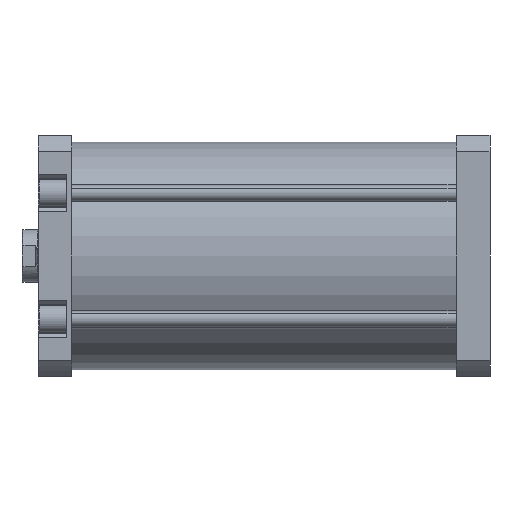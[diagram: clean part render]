
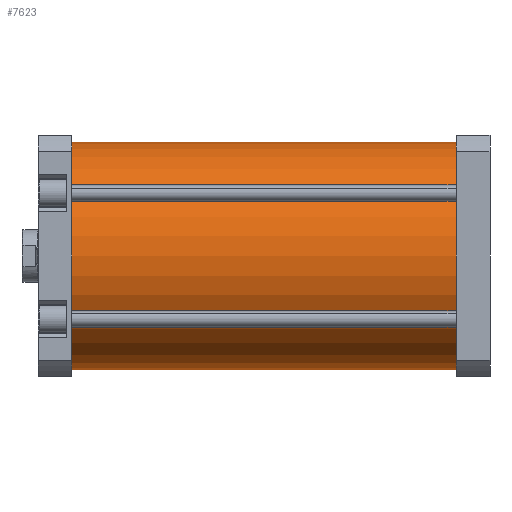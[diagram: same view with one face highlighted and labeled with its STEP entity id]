
A CAD part, front view. The second image highlights one B-rep face of the part: STEP entity #7623.
In plain terms, the highlighted cylindrical face has radius 85 mm (diameter 170 mm), a partial arc.
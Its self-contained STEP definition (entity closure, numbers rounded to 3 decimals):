
#14 = CIRCLE ( 'NONE', #4169, 85. ) ;
#33 = VECTOR ( 'NONE', #3415, 1000. ) ;
#37 = VECTOR ( 'NONE', #3423, 1000. ) ;
#40 = LINE ( 'NONE', #3404, #33 ) ;
#146 = LINE ( 'NONE', #3417, #37 ) ;
#696 = CARTESIAN_POINT ( 'NONE',  ( 85., 0., 287. ) ) ;
#698 = CARTESIAN_POINT ( 'NONE',  ( 85., 0., 0. ) ) ;
#701 = CARTESIAN_POINT ( 'NONE',  ( -85., 0., 0. ) ) ;
#750 = CARTESIAN_POINT ( 'NONE',  ( -85., 0., 287. ) ) ;
#1252 = DIRECTION ( 'NONE',  ( -1., 0., 0. ) ) ;
#1253 = DIRECTION ( 'NONE',  ( 0., 0., -1. ) ) ;
#1255 = CARTESIAN_POINT ( 'NONE',  ( 0., 0., 287. ) ) ;
#3404 = CARTESIAN_POINT ( 'NONE',  ( -85., 0., 287. ) ) ;
#3415 = DIRECTION ( 'NONE',  ( 0., 0., -1. ) ) ;
#3417 = CARTESIAN_POINT ( 'NONE',  ( 85., 0., 287. ) ) ;
#3423 = DIRECTION ( 'NONE',  ( 0., 0., -1. ) ) ;
#3444 = CARTESIAN_POINT ( 'NONE',  ( 0., 0., 287. ) ) ;
#3446 = DIRECTION ( 'NONE',  ( 0., 0., 1. ) ) ;
#3447 = DIRECTION ( 'NONE',  ( 1., 0., 0. ) ) ;
#3528 = CARTESIAN_POINT ( 'NONE',  ( 0., 0., 0. ) ) ;
#3562 = DIRECTION ( 'NONE',  ( 0., 0., 1. ) ) ;
#3563 = DIRECTION ( 'NONE',  ( 1., 0., 0. ) ) ;
#4081 = EDGE_CURVE ( 'NONE', #7537, #7486, #40, .T. ) ;
#4083 = EDGE_CURVE ( 'NONE', #7481, #7483, #146, .T. ) ;
#4088 = EDGE_CURVE ( 'NONE', #7537, #7481, #14, .T. ) ;
#4169 = AXIS2_PLACEMENT_3D ( 'NONE', #3444, #3446, #3447 ) ;
#4216 = AXIS2_PLACEMENT_3D ( 'NONE', #3528, #3562, #3563 ) ;
#4381 = AXIS2_PLACEMENT_3D ( 'NONE', #1255, #1253, #1252 ) ;
#4659 = CIRCLE ( 'NONE', #4216, 85. ) ;
#5106 = FACE_OUTER_BOUND ( 'NONE', #6755, .T. ) ;
#5109 = CYLINDRICAL_SURFACE ( 'NONE', #4381, 85. ) ;
#5510 = EDGE_CURVE ( 'NONE', #7486, #7483, #4659, .T. ) ;
#5717 = ORIENTED_EDGE ( 'NONE', *, *, #4088, .F. ) ;
#5718 = ORIENTED_EDGE ( 'NONE', *, *, #4081, .T. ) ;
#5724 = ORIENTED_EDGE ( 'NONE', *, *, #5510, .T. ) ;
#5765 = ORIENTED_EDGE ( 'NONE', *, *, #4083, .F. ) ;
#6755 = EDGE_LOOP ( 'NONE', ( #5765, #5717, #5718, #5724 ) ) ;
#7481 = VERTEX_POINT ( 'NONE', #696 ) ;
#7483 = VERTEX_POINT ( 'NONE', #698 ) ;
#7486 = VERTEX_POINT ( 'NONE', #701 ) ;
#7537 = VERTEX_POINT ( 'NONE', #750 ) ;
#7623 = ADVANCED_FACE ( 'NONE', ( #5106 ), #5109, .T. ) ;
